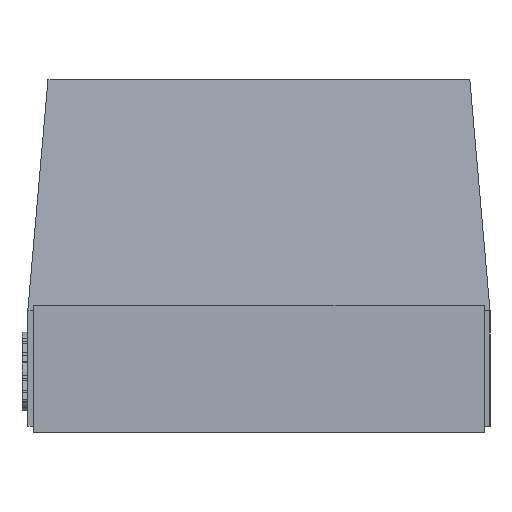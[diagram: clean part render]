
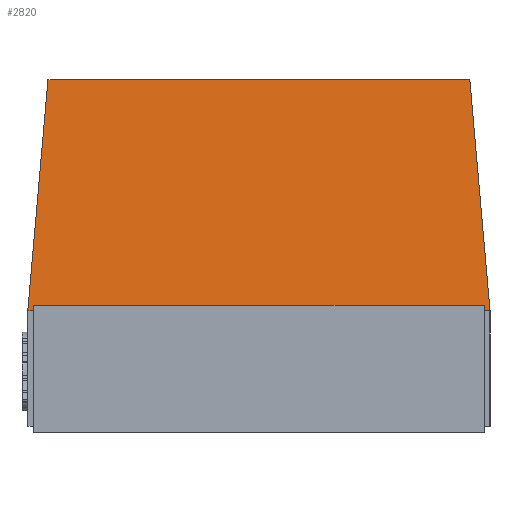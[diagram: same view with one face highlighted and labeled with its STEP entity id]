
A CAD part, left-side view. The second image highlights one B-rep face of the part: STEP entity #2820.
In plain terms, the highlighted planar face has unit normal (-0.996, 0, 0.087).
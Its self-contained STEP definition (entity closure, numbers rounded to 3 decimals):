
#85 = DIRECTION ( 'NONE',  ( -0.996, 0., 0.087 ) ) ;
#463 = LINE ( 'NONE', #5272, #6504 ) ;
#850 = CARTESIAN_POINT ( 'NONE',  ( -0.601, 0.39, 0.202 ) ) ;
#996 = ORIENTED_EDGE ( 'NONE', *, *, #14669, .F. ) ;
#1095 = DIRECTION ( 'NONE',  ( -0.087, 0., -0.996 ) ) ;
#1164 = ORIENTED_EDGE ( 'NONE', *, *, #10236, .F. ) ;
#1197 = EDGE_CURVE ( 'NONE', #12189, #10779, #2123, .T. ) ;
#1274 = CARTESIAN_POINT ( 'NONE',  ( -0.6, -0.4, 0.21 ) ) ;
#1748 = LINE ( 'NONE', #8611, #9838 ) ;
#2022 = DIRECTION ( 'NONE',  ( -0.087, 0.087, -0.992 ) ) ;
#2123 = LINE ( 'NONE', #6910, #5847 ) ;
#2616 = VERTEX_POINT ( 'NONE', #15385 ) ;
#2747 = CARTESIAN_POINT ( 'NONE',  ( -0.599, 0.39, 0.22 ) ) ;
#2786 = LINE ( 'NONE', #1274, #3910 ) ;
#2820 = ADVANCED_FACE ( 'NONE', ( #14270 ), #13009, .T. ) ;
#3287 = EDGE_CURVE ( 'NONE', #12189, #2616, #8175, .T. ) ;
#3837 = AXIS2_PLACEMENT_3D ( 'NONE', #14426, #85, #13255 ) ;
#3910 = VECTOR ( 'NONE', #6171, 1000. ) ;
#4501 = EDGE_CURVE ( 'NONE', #15534, #7742, #7040, .T. ) ;
#5041 = ORIENTED_EDGE ( 'NONE', *, *, #10498, .T. ) ;
#5169 = LINE ( 'NONE', #14784, #14160 ) ;
#5208 = CARTESIAN_POINT ( 'NONE',  ( -0.599, -0.39, 0.22 ) ) ;
#5245 = ORIENTED_EDGE ( 'NONE', *, *, #3287, .F. ) ;
#5272 = CARTESIAN_POINT ( 'NONE',  ( -0.6, -0.4, 0.21 ) ) ;
#5425 = ORIENTED_EDGE ( 'NONE', *, *, #8910, .F. ) ;
#5847 = VECTOR ( 'NONE', #8416, 1000. ) ;
#6088 = VECTOR ( 'NONE', #1095, 1000. ) ;
#6171 = DIRECTION ( 'NONE',  ( 0., 1., 0. ) ) ;
#6504 = VECTOR ( 'NONE', #10079, 1000. ) ;
#6910 = CARTESIAN_POINT ( 'NONE',  ( -0.599, 0., 0.22 ) ) ;
#6923 = LINE ( 'NONE', #14275, #8873 ) ;
#7040 = LINE ( 'NONE', #13124, #13243 ) ;
#7561 = VERTEX_POINT ( 'NONE', #9490 ) ;
#7742 = VERTEX_POINT ( 'NONE', #10817 ) ;
#7897 = EDGE_CURVE ( 'NONE', #7561, #15457, #463, .T. ) ;
#8175 = LINE ( 'NONE', #850, #6088 ) ;
#8416 = DIRECTION ( 'NONE',  ( 0., -1., 0. ) ) ;
#8611 = CARTESIAN_POINT ( 'NONE',  ( -0.601, -0.39, 0.202 ) ) ;
#8873 = VECTOR ( 'NONE', #11905, 1000. ) ;
#8910 = EDGE_CURVE ( 'NONE', #2616, #7742, #5169, .T. ) ;
#9490 = CARTESIAN_POINT ( 'NONE',  ( -0.565, -0.365, 0.61 ) ) ;
#9838 = VECTOR ( 'NONE', #13435, 1000. ) ;
#10079 = DIRECTION ( 'NONE',  ( -0.087, -0.087, -0.992 ) ) ;
#10236 = EDGE_CURVE ( 'NONE', #15457, #10381, #2786, .T. ) ;
#10381 = VERTEX_POINT ( 'NONE', #10553 ) ;
#10498 = EDGE_CURVE ( 'NONE', #7561, #15534, #6923, .T. ) ;
#10553 = CARTESIAN_POINT ( 'NONE',  ( -0.6, -0.39, 0.21 ) ) ;
#10562 = EDGE_LOOP ( 'NONE', ( #996, #1164, #13117, #5041, #14159, #5425, #5245, #11139 ) ) ;
#10779 = VERTEX_POINT ( 'NONE', #5208 ) ;
#10817 = CARTESIAN_POINT ( 'NONE',  ( -0.6, 0.4, 0.21 ) ) ;
#11139 = ORIENTED_EDGE ( 'NONE', *, *, #1197, .T. ) ;
#11905 = DIRECTION ( 'NONE',  ( 0., 1., 0. ) ) ;
#12189 = VERTEX_POINT ( 'NONE', #2747 ) ;
#12499 = DIRECTION ( 'NONE',  ( 0., 1., 0. ) ) ;
#13009 = PLANE ( 'NONE',  #3837 ) ;
#13117 = ORIENTED_EDGE ( 'NONE', *, *, #7897, .F. ) ;
#13124 = CARTESIAN_POINT ( 'NONE',  ( -0.594, 0.394, 0.279 ) ) ;
#13243 = VECTOR ( 'NONE', #2022, 1000. ) ;
#13255 = DIRECTION ( 'NONE',  ( 0.087, 0., 0.996 ) ) ;
#13435 = DIRECTION ( 'NONE',  ( 0.087, 0., 0.996 ) ) ;
#13692 = CARTESIAN_POINT ( 'NONE',  ( -0.565, 0.365, 0.61 ) ) ;
#14159 = ORIENTED_EDGE ( 'NONE', *, *, #4501, .T. ) ;
#14160 = VECTOR ( 'NONE', #12499, 1000. ) ;
#14270 = FACE_OUTER_BOUND ( 'NONE', #10562, .T. ) ;
#14275 = CARTESIAN_POINT ( 'NONE',  ( -0.565, 0., 0.61 ) ) ;
#14426 = CARTESIAN_POINT ( 'NONE',  ( -0.6, -0.4, 0.21 ) ) ;
#14669 = EDGE_CURVE ( 'NONE', #10381, #10779, #1748, .T. ) ;
#14784 = CARTESIAN_POINT ( 'NONE',  ( -0.6, -0.4, 0.21 ) ) ;
#15286 = CARTESIAN_POINT ( 'NONE',  ( -0.6, -0.4, 0.21 ) ) ;
#15385 = CARTESIAN_POINT ( 'NONE',  ( -0.6, 0.39, 0.21 ) ) ;
#15457 = VERTEX_POINT ( 'NONE', #15286 ) ;
#15534 = VERTEX_POINT ( 'NONE', #13692 ) ;
